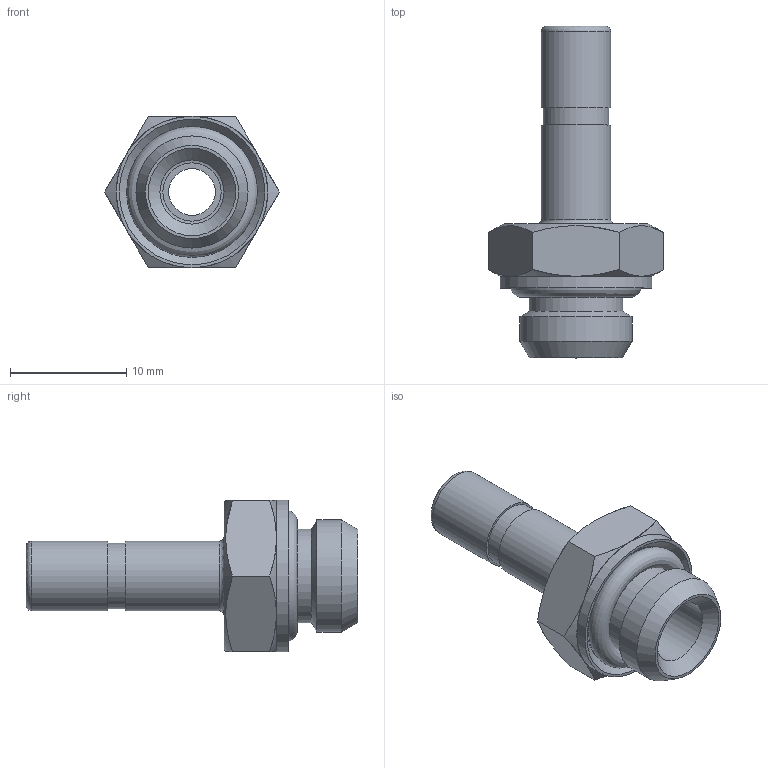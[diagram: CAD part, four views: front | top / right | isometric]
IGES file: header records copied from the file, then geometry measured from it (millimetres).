
Start section: SolidWorks IGES file using analytic representation for surfaces
Global section: file name: 6060000007A.IGS; native system: SolidWorks 2012; preprocessor: SolidWorks 2012; author: cad05; date: 131011.170625; units: millimetre
Bounding box: 15.01 x 28.5 x 13 mm (x, y, z)
Surface area: 1537 mm2 (no closed solid volume)
Topology: 0 solids, 0 shells, 36 faces, 154 edges, 124 vertices
Faces by surface type: revolution 23, bspline 13
